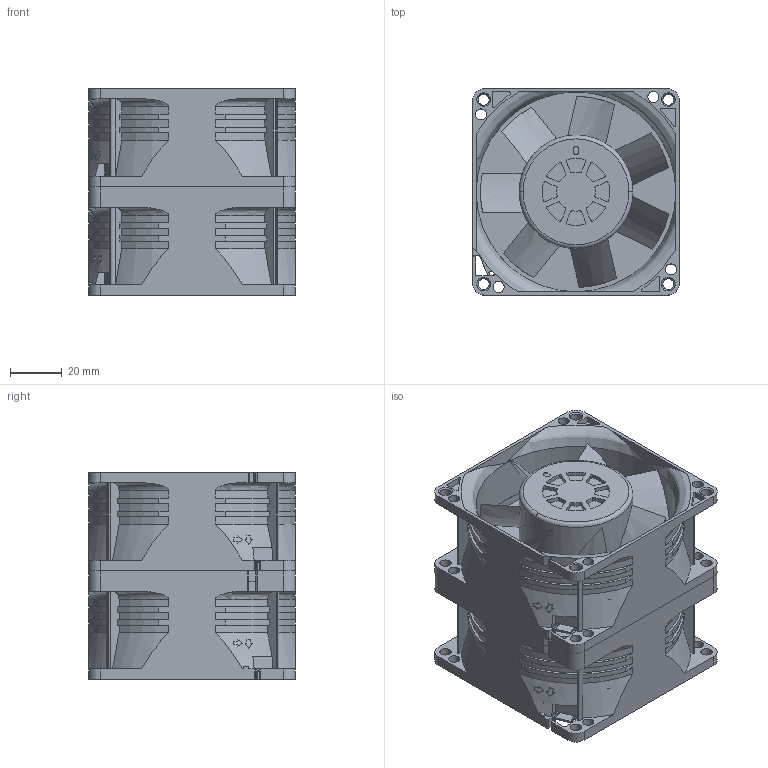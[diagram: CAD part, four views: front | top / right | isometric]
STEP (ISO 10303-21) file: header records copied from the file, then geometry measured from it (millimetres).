
FILE_DESCRIPTION((''),'2;1');
FILE_NAME('ASM_ASM','2020-03-27T',('CHAMP.LIN'),(''),'CREO PARAMETRIC BY PTC INC, 2015080','CREO PARAMETRIC BY PTC INC, 2015080','');
FILE_SCHEMA(('CONFIG_CONTROL_DESIGN'));
Length unit declared in the file: millimetre
Products named in the file (4): F_FRAME_; IMP; R_FRAME_; ASM_ASM
Assembly tree (3 placements, depth 2):
  ASM_ASM
    F_FRAME_
    IMP
    R_FRAME_
Bounding box: 80 x 80 x 80.2 mm (x, y, z)
Volume: 200894.9 mm3; surface area: 93200.8 mm2
Topology: 3 solids, 17 shells, 1086 faces, 3154 edges, 2111 vertices
Faces by surface type: cylinder 463, plane 403, bspline 92, cone 64, extrusion 38, torus 26
Entity records: 43623 total; most frequent: CARTESIAN_POINT 15262, ORIENTED_EDGE 6308, DIRECTION 5442, EDGE_CURVE 3154, VERTEX_POINT 2111, AXIS2_PLACEMENT_3D 1990, VECTOR 1462, LINE 1424
